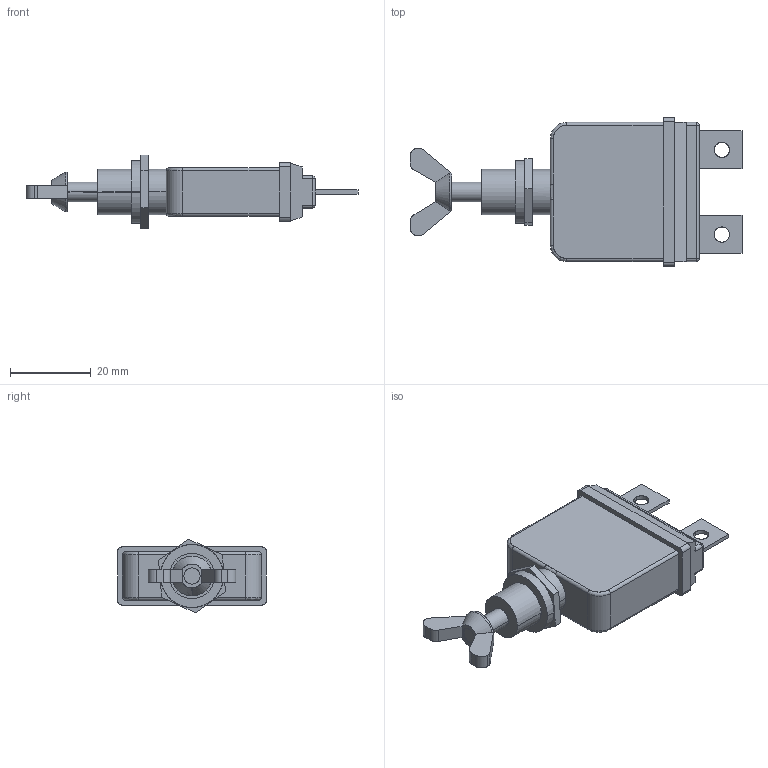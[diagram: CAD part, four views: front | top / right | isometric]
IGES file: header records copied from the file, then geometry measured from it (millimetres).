
Start section: SolidWorks IGES FILE using analytic representation for surfaces
Global section: file name: 75A Switch.IGS; native system: SolidWorks 2001Plus by SolidWorks Corporation; preprocessor: Version 5.3; author: Pete; date: 040626.152638; units: millimetre
Bounding box: 82.33 x 36.84 x 18.27 mm (x, y, z)
Surface area: 6243.3 mm2 (no closed solid volume)
Topology: 0 solids, 0 shells, 112 faces, 1177 edges, 1173 vertices
Faces by surface type: bspline 63, revolution 49
